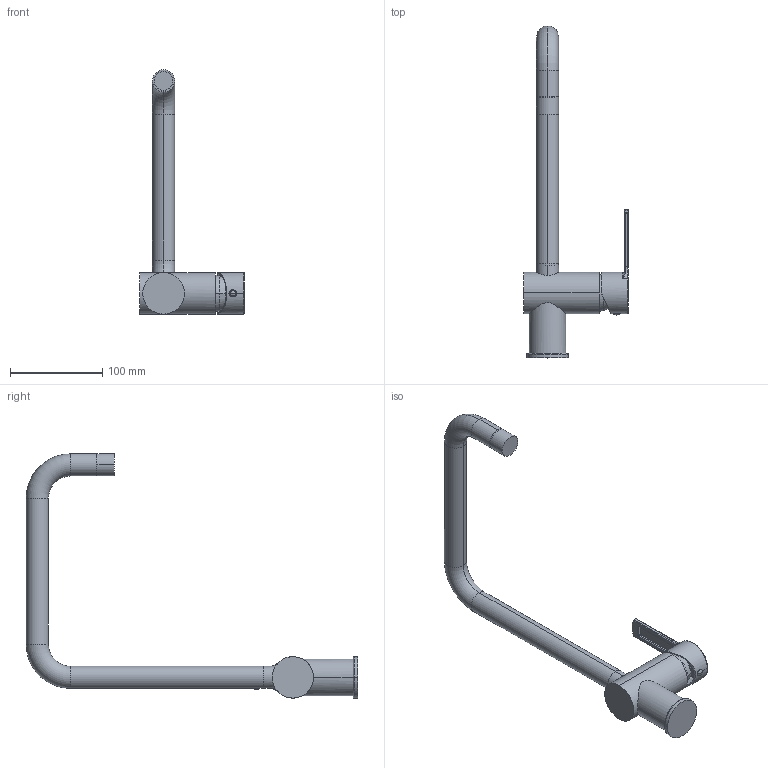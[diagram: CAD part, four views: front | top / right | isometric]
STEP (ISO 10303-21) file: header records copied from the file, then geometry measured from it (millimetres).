
FILE_DESCRIPTION((''),'2;1');
FILE_NAME('RIN980NO-SCD_SW0001','2023-03-01T16:01:47',('stefano.gianpani'),('PAFFONI SpA'),'CREO PARAMETRIC BY PTC INC, 2021404','CREO PARAMETRIC BY PTC INC, 2021404','');
FILE_SCHEMA(('CONFIG_CONTROL_DESIGN','SHAPE_APPEARANCE_LAYERS_GROUPS'));
Length unit declared in the file: millimetre
Products named in the file (1): RIN980NO-SCD_SW0001
Bounding box: 113.6 x 359.01 x 264.5 mm (x, y, z)
Volume: 225557 mm3; surface area: 128244.5 mm2
Topology: 3 solids, 3 shells, 429 faces, 977 edges, 556 vertices
Faces by surface type: cylinder 163, cone 99, plane 76, torus 43, bspline 26, sphere 22
Entity records: 18629 total; most frequent: CARTESIAN_POINT 6174, DIRECTION 2086, ORIENTED_EDGE 1882, EDGE_CURVE 941, AXIS2_PLACEMENT_3D 869, VERTEX_POINT 556, EDGE_LOOP 477, CIRCLE 466
